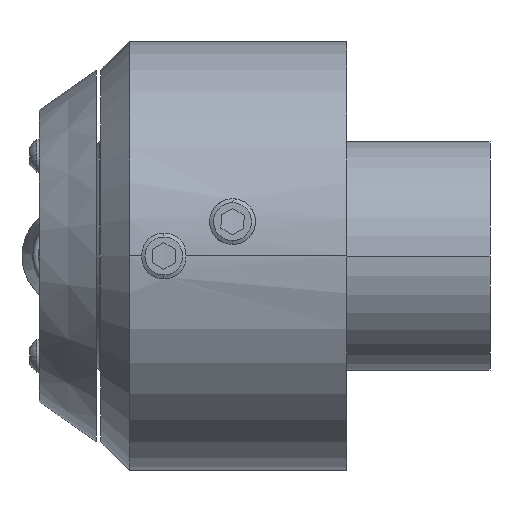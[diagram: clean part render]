
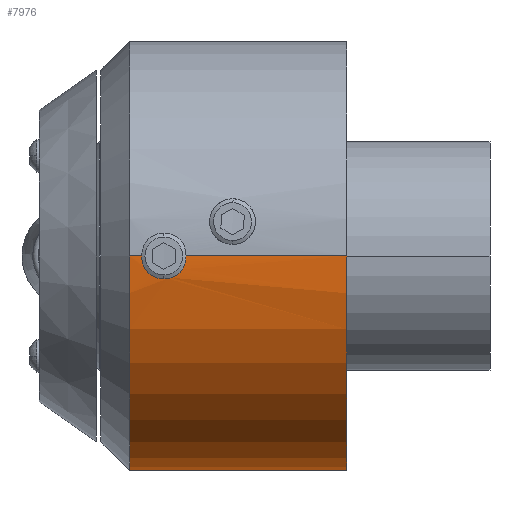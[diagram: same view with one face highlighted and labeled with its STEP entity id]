
A CAD part, front view. The second image highlights one B-rep face of the part: STEP entity #7976.
In plain terms, the highlighted cylindrical face has radius 37.5 mm (diameter 75 mm), a partial arc.
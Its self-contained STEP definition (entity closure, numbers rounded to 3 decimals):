
#65 = DIRECTION ( 'NONE',  ( 1., 0., 0. ) ) ;
#114 = EDGE_CURVE ( 'NONE', #9199, #2048, #7935, .T. ) ;
#416 = VERTEX_POINT ( 'NONE', #13354 ) ;
#444 = DIRECTION ( 'NONE',  ( 0., 1., 0. ) ) ;
#506 = CARTESIAN_POINT ( 'NONE',  ( 8.3, 0., 0. ) ) ;
#585 = VERTEX_POINT ( 'NONE', #5898 ) ;
#594 = CARTESIAN_POINT ( 'NONE',  ( 10.475, -37.493, -0.807 ) ) ;
#794 = CARTESIAN_POINT ( 'NONE',  ( 14.934, -37.291, -3.953 ) ) ;
#990 = CARTESIAN_POINT ( 'NONE',  ( 12.599, -37.325, -3.624 ) ) ;
#1021 = AXIS2_PLACEMENT_3D ( 'NONE', #2611, #1717, #444 ) ;
#1056 = CARTESIAN_POINT ( 'NONE',  ( 13.662, -37.29, -3.962 ) ) ;
#1414 = VERTEX_POINT ( 'NONE', #7147 ) ;
#1717 = DIRECTION ( 'NONE',  ( 1., 0., 0. ) ) ;
#1813 = AXIS2_PLACEMENT_3D ( 'NONE', #12326, #3812, #10203 ) ;
#1844 = CARTESIAN_POINT ( 'NONE',  ( 12.177, -37.345, -3.405 ) ) ;
#1909 = CARTESIAN_POINT ( 'NONE',  ( 16.684, -37.361, -3.228 ) ) ;
#1975 = CARTESIAN_POINT ( 'NONE',  ( 11.909, -37.362, -3.222 ) ) ;
#2048 = VERTEX_POINT ( 'NONE', #11145 ) ;
#2079 = CARTESIAN_POINT ( 'NONE',  ( 18.164, -37.498, -0.401 ) ) ;
#2412 = DIRECTION ( 'NONE',  ( 1., 0., 0. ) ) ;
#2610 = CARTESIAN_POINT ( 'NONE',  ( 10.69, -37.467, -1.576 ) ) ;
#2611 = CARTESIAN_POINT ( 'NONE',  ( 8.3, 0., 0. ) ) ;
#2945 = CARTESIAN_POINT ( 'NONE',  ( 11.43, -37.396, -2.805 ) ) ;
#2967 = ORIENTED_EDGE ( 'NONE', *, *, #114, .F. ) ;
#3135 = AXIS2_PLACEMENT_3D ( 'NONE', #8766, #4460, #6682 ) ;
#3150 = CARTESIAN_POINT ( 'NONE',  ( 14.456, -37.286, -4. ) ) ;
#3287 = ORIENTED_EDGE ( 'NONE', *, *, #5665, .F. ) ;
#3555 = VERTEX_POINT ( 'NONE', #9071 ) ;
#3798 = CARTESIAN_POINT ( 'NONE',  ( 10.627, -37.475, -1.387 ) ) ;
#3812 = DIRECTION ( 'NONE',  ( 1., 0., 0. ) ) ;
#3932 = CARTESIAN_POINT ( 'NONE',  ( 11.032, -37.429, -2.307 ) ) ;
#3955 = ORIENTED_EDGE ( 'NONE', *, *, #12645, .F. ) ;
#4069 = CARTESIAN_POINT ( 'NONE',  ( 15.85, -37.318, -3.691 ) ) ;
#4090 = CIRCLE ( 'NONE', #7213, 37.5 ) ;
#4411 = CARTESIAN_POINT ( 'NONE',  ( 17.769, -37.451, -1.956 ) ) ;
#4460 = DIRECTION ( 'NONE',  ( 1., 0., 0. ) ) ;
#4535 = VERTEX_POINT ( 'NONE', #4887 ) ;
#4721 = DIRECTION ( 'NONE',  ( 1., 0., 0. ) ) ;
#4726 = CIRCLE ( 'NONE', #3135, 37.5 ) ;
#4737 = CARTESIAN_POINT ( 'NONE',  ( 10.423, -37.5, -0.401 ) ) ;
#4887 = CARTESIAN_POINT ( 'NONE',  ( 17.568, -37.429, -2.307 ) ) ;
#5136 = CARTESIAN_POINT ( 'NONE',  ( 15.247, -37.297, -3.896 ) ) ;
#5168 = CIRCLE ( 'NONE', #1813, 37.5 ) ;
#5194 = CARTESIAN_POINT ( 'NONE',  ( 11.217, -37.413, -2.569 ) ) ;
#5268 = CARTESIAN_POINT ( 'NONE',  ( 14.617, -37.287, -3.991 ) ) ;
#5576 = EDGE_LOOP ( 'NONE', ( #2967, #7350, #9260, #13459, #11644, #6819, #3287, #3955, #7561 ) ) ;
#5665 = EDGE_CURVE ( 'NONE', #4535, #416, #11743, .T. ) ;
#5898 = CARTESIAN_POINT ( 'NONE',  ( 11.032, -37.429, -2.307 ) ) ;
#5967 = CYLINDRICAL_SURFACE ( 'NONE', #1021, 37.5 ) ;
#6230 = CARTESIAN_POINT ( 'NONE',  ( 15.551, -37.307, -3.803 ) ) ;
#6256 = CARTESIAN_POINT ( 'NONE',  ( 8.3, 0., -37.5 ) ) ;
#6340 = CARTESIAN_POINT ( 'NONE',  ( 8.3, -37.5, 0. ) ) ;
#6562 = CARTESIAN_POINT ( 'NONE',  ( 18.113, -37.492, -0.8 ) ) ;
#6578 = VECTOR ( 'NONE', #65, 1000. ) ;
#6682 = DIRECTION ( 'NONE',  ( 0., 0., 1. ) ) ;
#6819 = ORIENTED_EDGE ( 'NONE', *, *, #10884, .F. ) ;
#7147 = CARTESIAN_POINT ( 'NONE',  ( 46.3, -37.5, 0. ) ) ;
#7213 = AXIS2_PLACEMENT_3D ( 'NONE', #506, #7982, #11111 ) ;
#7322 = VECTOR ( 'NONE', #2412, 1000. ) ;
#7350 = ORIENTED_EDGE ( 'NONE', *, *, #9850, .T. ) ;
#7509 = CARTESIAN_POINT ( 'NONE',  ( 46.3, 37.5, 0. ) ) ;
#7561 = ORIENTED_EDGE ( 'NONE', *, *, #13218, .F. ) ;
#7606 = CARTESIAN_POINT ( 'NONE',  ( 17.92, -37.469, -1.585 ) ) ;
#7935 = LINE ( 'NONE', #13289, #7322 ) ;
#7976 = ADVANCED_FACE ( 'NONE', ( #8125 ), #5967, .T. ) ;
#7982 = DIRECTION ( 'NONE',  ( 1., 0., 0. ) ) ;
#8125 = FACE_OUTER_BOUND ( 'NONE', #5576, .T. ) ;
#8250 = CARTESIAN_POINT ( 'NONE',  ( 13.196, -37.302, -3.848 ) ) ;
#8499 = CARTESIAN_POINT ( 'NONE',  ( 17.568, -37.429, -2.307 ) ) ;
#8766 = CARTESIAN_POINT ( 'NONE',  ( 8.3, 0., 0. ) ) ;
#8966 = CARTESIAN_POINT ( 'NONE',  ( 11.032, -37.429, -2.307 ) ) ;
#9071 = CARTESIAN_POINT ( 'NONE',  ( 8.3, 37.5, 0. ) ) ;
#9199 = VERTEX_POINT ( 'NONE', #6340 ) ;
#9260 = ORIENTED_EDGE ( 'NONE', *, *, #11233, .T. ) ;
#9308 = CARTESIAN_POINT ( 'NONE',  ( 17.383, -37.413, -2.569 ) ) ;
#9373 = CARTESIAN_POINT ( 'NONE',  ( 15.998, -37.324, -3.625 ) ) ;
#9435 = CARTESIAN_POINT ( 'NONE',  ( 13.977, -37.286, -4. ) ) ;
#9688 = EDGE_CURVE ( 'NONE', #1414, #12475, #5168, .T. ) ;
#9802 = LINE ( 'NONE', #11916, #6578 ) ;
#9811 = B_SPLINE_CURVE_WITH_KNOTS ( 'NONE', 3,
 ( #10187, #4737, #594, #3798, #2610, #13687, #12380, #8966 ),
 .UNSPECIFIED., .F., .F.,
 ( 4, 2, 2, 4 ),
 ( 0.003, 0.004, 0.004, 0.005 ),
 .UNSPECIFIED. ) ;
#9850 = EDGE_CURVE ( 'NONE', #9199, #10450, #4726, .T. ) ;
#9956 = CARTESIAN_POINT ( 'NONE',  ( 8.3, -37.5, 0. ) ) ;
#10160 = B_SPLINE_CURVE_WITH_KNOTS ( 'NONE', 3,
 ( #3932, #5194, #2945, #1975, #1844, #990, #10385, #13776, #8250, #1056, #9435, #3150, #5268, #794, #5136, #6230, #4069, #9373, #12646, #1909, #12516, #9308, #13635 ),
 .UNSPECIFIED., .F., .F.,
 ( 4, 2, 2, 2, 2, 2, 2, 1, 2, 2, 2, 4 ),
 ( 0., 0.001, 0.002, 0.002, 0.003, 0.004, 0.004, 0.005, 0.005, 0.006, 0.007, 0.008 ),
 .UNSPECIFIED. ) ;
#10187 = CARTESIAN_POINT ( 'NONE',  ( 10.423, -37.5, 0. ) ) ;
#10203 = DIRECTION ( 'NONE',  ( 0., 1., 0. ) ) ;
#10385 = CARTESIAN_POINT ( 'NONE',  ( 12.744, -37.318, -3.688 ) ) ;
#10450 = VERTEX_POINT ( 'NONE', #6256 ) ;
#10884 = EDGE_CURVE ( 'NONE', #416, #1414, #13417, .T. ) ;
#10933 = CARTESIAN_POINT ( 'NONE',  ( 18.074, -37.487, -1. ) ) ;
#11111 = DIRECTION ( 'NONE',  ( 0., 0., 1. ) ) ;
#11145 = CARTESIAN_POINT ( 'NONE',  ( 10.423, -37.5, 0. ) ) ;
#11233 = EDGE_CURVE ( 'NONE', #10450, #3555, #4090, .T. ) ;
#11476 = VECTOR ( 'NONE', #4721, 1000. ) ;
#11644 = ORIENTED_EDGE ( 'NONE', *, *, #9688, .F. ) ;
#11743 = B_SPLINE_CURVE_WITH_KNOTS ( 'NONE', 3,
 ( #8499, #4411, #7606, #10933, #6562, #2079, #11893, #12821 ),
 .UNSPECIFIED., .F., .F.,
 ( 4, 2, 2, 4 ),
 ( 0., 0.001, 0.002, 0.003 ),
 .UNSPECIFIED. ) ;
#11893 = CARTESIAN_POINT ( 'NONE',  ( 18.177, -37.5, -0.201 ) ) ;
#11916 = CARTESIAN_POINT ( 'NONE',  ( 8.3, 37.5, 0. ) ) ;
#12326 = CARTESIAN_POINT ( 'NONE',  ( 46.3, 0., 0. ) ) ;
#12380 = CARTESIAN_POINT ( 'NONE',  ( 10.931, -37.44, -2.131 ) ) ;
#12475 = VERTEX_POINT ( 'NONE', #7509 ) ;
#12516 = CARTESIAN_POINT ( 'NONE',  ( 17.168, -37.395, -2.807 ) ) ;
#12645 = EDGE_CURVE ( 'NONE', #585, #4535, #10160, .T. ) ;
#12646 = CARTESIAN_POINT ( 'NONE',  ( 16.421, -37.345, -3.406 ) ) ;
#12730 = EDGE_CURVE ( 'NONE', #3555, #12475, #9802, .T. ) ;
#12821 = CARTESIAN_POINT ( 'NONE',  ( 18.177, -37.5, 0. ) ) ;
#13218 = EDGE_CURVE ( 'NONE', #2048, #585, #9811, .T. ) ;
#13289 = CARTESIAN_POINT ( 'NONE',  ( 8.3, -37.5, 0. ) ) ;
#13354 = CARTESIAN_POINT ( 'NONE',  ( 18.177, -37.5, 0. ) ) ;
#13417 = LINE ( 'NONE', #9956, #11476 ) ;
#13459 = ORIENTED_EDGE ( 'NONE', *, *, #12730, .T. ) ;
#13635 = CARTESIAN_POINT ( 'NONE',  ( 17.568, -37.429, -2.307 ) ) ;
#13687 = CARTESIAN_POINT ( 'NONE',  ( 10.842, -37.45, -1.948 ) ) ;
#13776 = CARTESIAN_POINT ( 'NONE',  ( 13.042, -37.307, -3.8 ) ) ;
